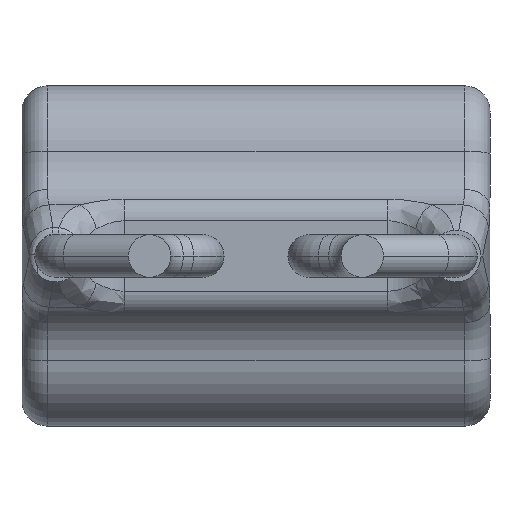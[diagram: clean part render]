
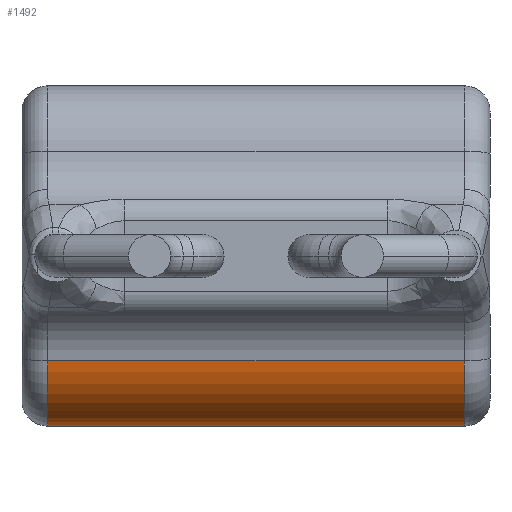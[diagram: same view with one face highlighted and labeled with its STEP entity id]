
A CAD part, front view. The second image highlights one B-rep face of the part: STEP entity #1492.
In plain terms, the highlighted cylindrical face has radius 0.865 mm (diameter 1.731 mm), a partial arc.
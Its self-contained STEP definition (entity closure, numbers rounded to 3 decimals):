
#31 = EDGE_CURVE ( 'NONE', #2816, #3332, #2907, .T. ) ;
#135 = DIRECTION ( 'NONE',  ( 0., -1., 0. ) ) ;
#154 = CYLINDRICAL_SURFACE ( 'NONE', #2149, 0.865 ) ;
#194 = VERTEX_POINT ( 'NONE', #2383 ) ;
#198 = DIRECTION ( 'NONE',  ( 1., 0., 0. ) ) ;
#437 = DIRECTION ( 'NONE',  ( 0., 1., 0. ) ) ;
#594 = VECTOR ( 'NONE', #198, 1000. ) ;
#671 = DIRECTION ( 'NONE',  ( 0., 0., -1. ) ) ;
#676 = EDGE_CURVE ( 'NONE', #194, #2816, #1089, .T. ) ;
#787 = CARTESIAN_POINT ( 'NONE',  ( 2.45, 4.397, -2. ) ) ;
#814 = EDGE_CURVE ( 'NONE', #899, #194, #1703, .T. ) ;
#899 = VERTEX_POINT ( 'NONE', #2713 ) ;
#1089 = LINE ( 'NONE', #1118, #2631 ) ;
#1118 = CARTESIAN_POINT ( 'NONE',  ( -2.75, 4.397, -2. ) ) ;
#1204 = DIRECTION ( 'NONE',  ( 1., 0., 0. ) ) ;
#1232 = CARTESIAN_POINT ( 'NONE',  ( -2.45, 4.397, -1.135 ) ) ;
#1265 = AXIS2_PLACEMENT_3D ( 'NONE', #1720, #3297, #135 ) ;
#1298 = ORIENTED_EDGE ( 'NONE', *, *, #1631, .F. ) ;
#1338 = DIRECTION ( 'NONE',  ( 1., 0., 0. ) ) ;
#1381 = ORIENTED_EDGE ( 'NONE', *, *, #814, .T. ) ;
#1445 = CARTESIAN_POINT ( 'NONE',  ( 2.45, 3.537, -1.231 ) ) ;
#1492 = ADVANCED_FACE ( 'NONE', ( #1668 ), #154, .T. ) ;
#1521 = CARTESIAN_POINT ( 'NONE',  ( -2.75, 3.537, -1.231 ) ) ;
#1557 = LINE ( 'NONE', #1521, #594 ) ;
#1631 = EDGE_CURVE ( 'NONE', #899, #3332, #1557, .T. ) ;
#1668 = FACE_OUTER_BOUND ( 'NONE', #2032, .T. ) ;
#1703 = CIRCLE ( 'NONE', #3232, 0.865 ) ;
#1720 = CARTESIAN_POINT ( 'NONE',  ( 2.45, 4.397, -1.135 ) ) ;
#2032 = EDGE_LOOP ( 'NONE', ( #2220, #3467, #1298, #1381 ) ) ;
#2149 = AXIS2_PLACEMENT_3D ( 'NONE', #3073, #1204, #671 ) ;
#2220 = ORIENTED_EDGE ( 'NONE', *, *, #676, .T. ) ;
#2383 = CARTESIAN_POINT ( 'NONE',  ( -2.45, 4.397, -2. ) ) ;
#2631 = VECTOR ( 'NONE', #1338, 1000. ) ;
#2713 = CARTESIAN_POINT ( 'NONE',  ( -2.45, 3.537, -1.231 ) ) ;
#2816 = VERTEX_POINT ( 'NONE', #787 ) ;
#2837 = DIRECTION ( 'NONE',  ( 1., 0., 0. ) ) ;
#2907 = CIRCLE ( 'NONE', #1265, 0.865 ) ;
#3073 = CARTESIAN_POINT ( 'NONE',  ( -2.75, 4.397, -1.135 ) ) ;
#3232 = AXIS2_PLACEMENT_3D ( 'NONE', #1232, #2837, #437 ) ;
#3297 = DIRECTION ( 'NONE',  ( -1., 0., 0. ) ) ;
#3332 = VERTEX_POINT ( 'NONE', #1445 ) ;
#3467 = ORIENTED_EDGE ( 'NONE', *, *, #31, .T. ) ;
